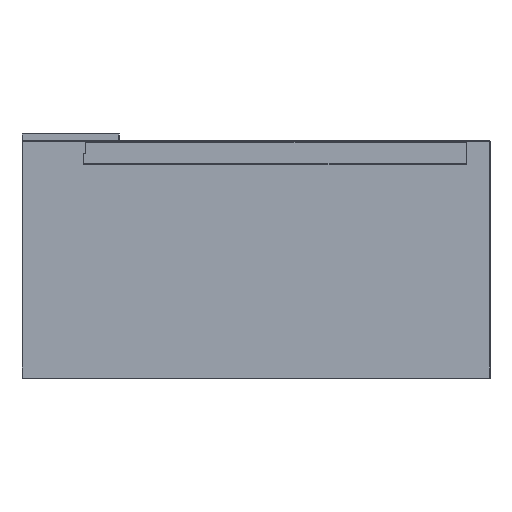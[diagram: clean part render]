
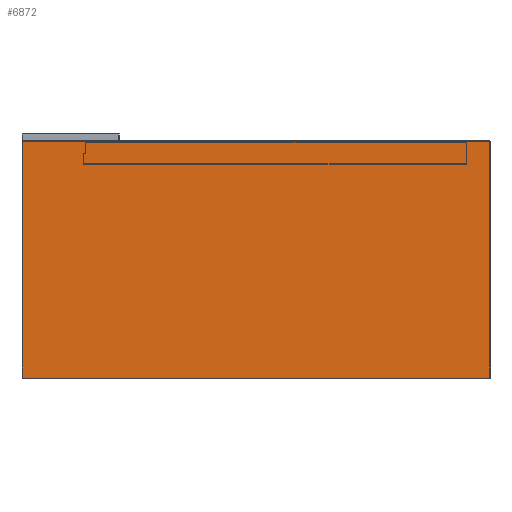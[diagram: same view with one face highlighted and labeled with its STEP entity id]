
A CAD part, left-side view. The second image highlights one B-rep face of the part: STEP entity #6872.
In plain terms, the highlighted planar face has unit normal (-1, 0, 0).
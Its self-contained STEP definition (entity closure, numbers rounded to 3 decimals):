
#275 = CARTESIAN_POINT ( 'NONE',  ( -990., 1300., -1. ) ) ;
#558 = CARTESIAN_POINT ( 'NONE',  ( -990., 1299., -659. ) ) ;
#1329 = CARTESIAN_POINT ( 'NONE',  ( -990., 1299., -100. ) ) ;
#1574 = VECTOR ( 'NONE', #5965, 1000. ) ;
#1672 = DIRECTION ( 'NONE',  ( 0., 1., 0. ) ) ;
#1719 = LINE ( 'NONE', #275, #5065 ) ;
#1808 = EDGE_CURVE ( 'NONE', #8152, #8229, #2415, .T. ) ;
#1828 = ORIENTED_EDGE ( 'NONE', *, *, #8944, .T. ) ;
#1839 = ORIENTED_EDGE ( 'NONE', *, *, #4716, .T. ) ;
#2223 = ORIENTED_EDGE ( 'NONE', *, *, #1808, .T. ) ;
#2415 = LINE ( 'NONE', #5480, #8920 ) ;
#2432 = VERTEX_POINT ( 'NONE', #558 ) ;
#3354 = CARTESIAN_POINT ( 'NONE',  ( -990., 1300., -659. ) ) ;
#3949 = AXIS2_PLACEMENT_3D ( 'NONE', #9732, #4570, #8988 ) ;
#4570 = DIRECTION ( 'NONE',  ( 1., 0., 0. ) ) ;
#4632 = ORIENTED_EDGE ( 'NONE', *, *, #8117, .T. ) ;
#4716 = EDGE_CURVE ( 'NONE', #2432, #8152, #4968, .T. ) ;
#4968 = LINE ( 'NONE', #3354, #8361 ) ;
#5065 = VECTOR ( 'NONE', #1672, 1000. ) ;
#5480 = CARTESIAN_POINT ( 'NONE',  ( -990., 1., 0. ) ) ;
#5965 = DIRECTION ( 'NONE',  ( 0., 0., -1. ) ) ;
#6020 = LINE ( 'NONE', #1329, #1574 ) ;
#6099 = VERTEX_POINT ( 'NONE', #6886 ) ;
#6321 = DIRECTION ( 'NONE',  ( 0., 0., 1. ) ) ;
#6762 = FACE_OUTER_BOUND ( 'NONE', #9364, .T. ) ;
#6872 = ADVANCED_FACE ( 'Fl�che5', ( #6762 ), #7601, .F. ) ;
#6886 = CARTESIAN_POINT ( 'NONE',  ( -990., 1299., -1. ) ) ;
#7601 = PLANE ( 'NONE',  #3949 ) ;
#7844 = CARTESIAN_POINT ( 'NONE',  ( -990., 1., -659. ) ) ;
#7982 = DIRECTION ( 'NONE',  ( 0., -1., 0. ) ) ;
#8117 = EDGE_CURVE ( 'NONE', #8229, #6099, #1719, .T. ) ;
#8152 = VERTEX_POINT ( 'NONE', #7844 ) ;
#8220 = CARTESIAN_POINT ( 'NONE',  ( -990., 1., -1. ) ) ;
#8229 = VERTEX_POINT ( 'NONE', #8220 ) ;
#8361 = VECTOR ( 'NONE', #7982, 1000. ) ;
#8920 = VECTOR ( 'NONE', #6321, 1000. ) ;
#8944 = EDGE_CURVE ( 'NONE', #6099, #2432, #6020, .T. ) ;
#8988 = DIRECTION ( 'NONE',  ( 0., 0., -1. ) ) ;
#9364 = EDGE_LOOP ( 'NONE', ( #2223, #4632, #1828, #1839 ) ) ;
#9732 = CARTESIAN_POINT ( 'NONE',  ( -990., 1300., -100. ) ) ;
